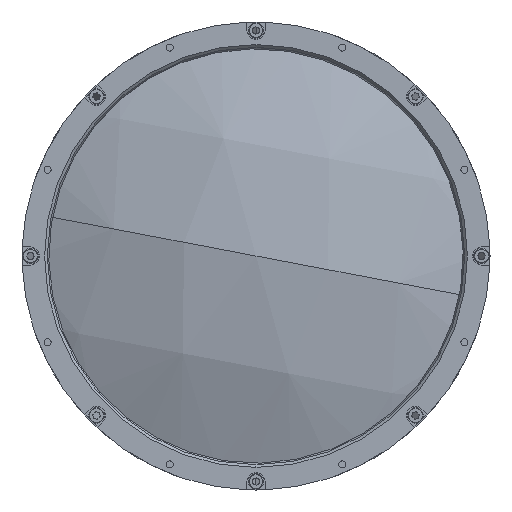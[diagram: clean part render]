
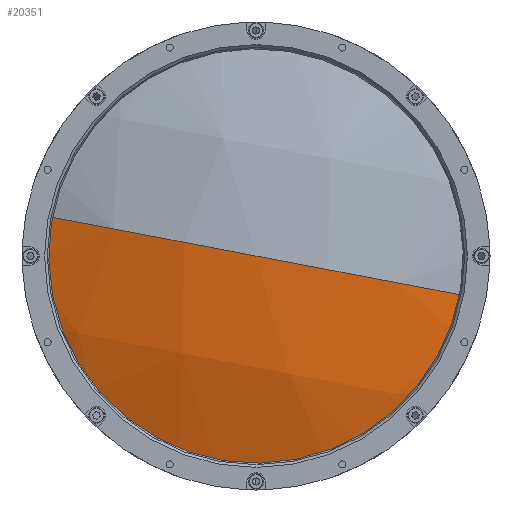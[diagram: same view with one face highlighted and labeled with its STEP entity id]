
A CAD part, left-side view. The second image highlights one B-rep face of the part: STEP entity #20351.
In plain terms, the highlighted spherical face has radius 192.8 mm.
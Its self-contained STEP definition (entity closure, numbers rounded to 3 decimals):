
#47 = DIRECTION ( 'NONE',  ( -1., 0., 0. ) ) ;
#618 = EDGE_CURVE ( 'NONE', #18817, #6185, #13693, .T. ) ;
#659 = DIRECTION ( 'NONE',  ( 0., 0.187, -0.982 ) ) ;
#689 = EDGE_CURVE ( 'NONE', #18817, #19478, #17996, .T. ) ;
#1935 = CARTESIAN_POINT ( 'NONE',  ( 190.2, 0., 0. ) ) ;
#2288 = DIRECTION ( 'NONE',  ( 0., 0.982, 0.187 ) ) ;
#3564 = DIRECTION ( 'NONE',  ( 0., 0.982, 0.187 ) ) ;
#5445 = CARTESIAN_POINT ( 'NONE',  ( 190.2, 0., 0. ) ) ;
#5482 = AXIS2_PLACEMENT_3D ( 'NONE', #1935, #13160, #3564 ) ;
#6185 = VERTEX_POINT ( 'NONE', #18392 ) ;
#6817 = DIRECTION ( 'NONE',  ( 0., -0.982, -0.187 ) ) ;
#7923 = AXIS2_PLACEMENT_3D ( 'NONE', #14822, #17038, #6817 ) ;
#8070 = SPHERICAL_SURFACE ( 'NONE', #17330, 192.8 ) ;
#12718 = CARTESIAN_POINT ( 'NONE',  ( -2.6, 0., 0. ) ) ;
#12839 = CIRCLE ( 'NONE', #5482, 192.8 ) ;
#12890 = AXIS2_PLACEMENT_3D ( 'NONE', #15030, #47, #15061 ) ;
#13160 = DIRECTION ( 'NONE',  ( 0., 0.187, -0.982 ) ) ;
#13693 = CIRCLE ( 'NONE', #12890, 76. ) ;
#14822 = CARTESIAN_POINT ( 'NONE',  ( 190.2, 0., 0. ) ) ;
#15030 = CARTESIAN_POINT ( 'NONE',  ( 13.011, 0., 0. ) ) ;
#15061 = DIRECTION ( 'NONE',  ( 0., 0.187, -0.982 ) ) ;
#15251 = ORIENTED_EDGE ( 'NONE', *, *, #18177, .T. ) ;
#15591 = FACE_OUTER_BOUND ( 'NONE', #18574, .T. ) ;
#16132 = ORIENTED_EDGE ( 'NONE', *, *, #618, .T. ) ;
#17038 = DIRECTION ( 'NONE',  ( 0., -0.187, 0.982 ) ) ;
#17330 = AXIS2_PLACEMENT_3D ( 'NONE', #5445, #659, #2288 ) ;
#17996 = CIRCLE ( 'NONE', #7923, 192.8 ) ;
#18177 = EDGE_CURVE ( 'NONE', #6185, #19478, #12839, .T. ) ;
#18392 = CARTESIAN_POINT ( 'NONE',  ( 13.011, -74.665, -14.182 ) ) ;
#18574 = EDGE_LOOP ( 'NONE', ( #16132, #15251, #19486 ) ) ;
#18817 = VERTEX_POINT ( 'NONE', #19806 ) ;
#19478 = VERTEX_POINT ( 'NONE', #12718 ) ;
#19486 = ORIENTED_EDGE ( 'NONE', *, *, #689, .F. ) ;
#19806 = CARTESIAN_POINT ( 'NONE',  ( 13.011, 74.665, 14.182 ) ) ;
#20351 = ADVANCED_FACE ( 'NONE', ( #15591 ), #8070, .T. ) ;
